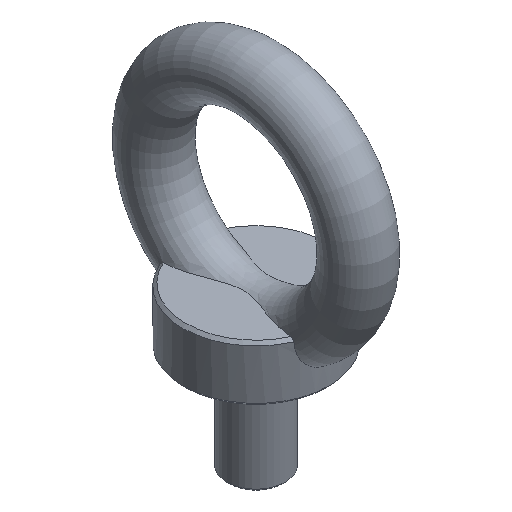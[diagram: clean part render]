
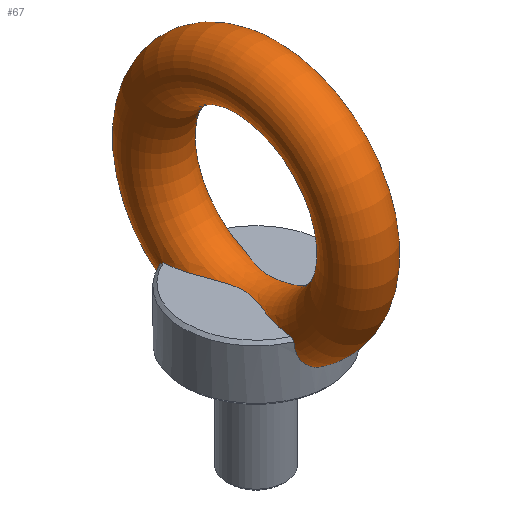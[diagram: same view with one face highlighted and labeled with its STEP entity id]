
A CAD part, isometric view. The second image highlights one B-rep face of the part: STEP entity #67.
In plain terms, the highlighted toroidal (fillet/blend) face has major radius 17.5 mm and minor radius 5 mm.
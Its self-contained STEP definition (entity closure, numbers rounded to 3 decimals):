
#42=TOROIDAL_SURFACE('',#197,17.5,5.);
#56=FACE_OUTER_BOUND('',#103,.T.);
#67=ADVANCED_FACE('',(#56),#42,.T.);
#70=B_SPLINE_CURVE_WITH_KNOTS('',3,(#243,#244,#245,#246,#247,#248,#249,
#250,#251,#252),.UNSPECIFIED.,.F.,.F.,(4,2,2,2,4),(0.,0.25,0.5,0.75,1.),
 .UNSPECIFIED.);
#71=B_SPLINE_CURVE_WITH_KNOTS('',3,(#257,#258,#259,#260,#261,#262,#263,
#264,#265,#266),.UNSPECIFIED.,.F.,.F.,(4,2,2,2,4),(0.,0.25,0.5,0.75,1.),
 .UNSPECIFIED.);
#72=B_SPLINE_CURVE_WITH_KNOTS('',3,(#273,#274,#275,#276,#277,#278,#279,
#280,#281,#282,#283,#284),.UNSPECIFIED.,.F.,.F.,(4,2,2,2,2,4),(0.,0.25,
0.375,0.5,0.75,1.),.UNSPECIFIED.);
#73=B_SPLINE_CURVE_WITH_KNOTS('',3,(#289,#290,#291,#292,#293,#294,#295,
#296,#297,#298,#299,#300),.UNSPECIFIED.,.F.,.F.,(4,2,2,2,2,4),(0.,0.25,
0.375,0.5,0.75,1.),.UNSPECIFIED.);
#74=B_SPLINE_CURVE_WITH_KNOTS('',3,(#302,#303,#304,#305),.UNSPECIFIED.,
 .F.,.F.,(4,4),(0.,1.),.UNSPECIFIED.);
#75=B_SPLINE_CURVE_WITH_KNOTS('',3,(#306,#307,#308,#309),.UNSPECIFIED.,
 .F.,.F.,(4,4),(0.,1.),.UNSPECIFIED.);
#76=B_SPLINE_CURVE_WITH_KNOTS('',3,(#311,#312,#313,#314),.UNSPECIFIED.,
 .F.,.F.,(4,4),(0.,1.),.UNSPECIFIED.);
#77=B_SPLINE_CURVE_WITH_KNOTS('',3,(#315,#316,#317,#318),.UNSPECIFIED.,
 .F.,.F.,(4,4),(0.,1.),.UNSPECIFIED.);
#103=EDGE_LOOP('',(#130,#131,#132,#133,#134,#135,#136,#137));
#130=ORIENTED_EDGE('',*,*,#152,.T.);
#131=ORIENTED_EDGE('',*,*,#163,.T.);
#132=ORIENTED_EDGE('',*,*,#159,.F.);
#133=ORIENTED_EDGE('',*,*,#162,.T.);
#134=ORIENTED_EDGE('',*,*,#154,.T.);
#135=ORIENTED_EDGE('',*,*,#161,.T.);
#136=ORIENTED_EDGE('',*,*,#157,.F.);
#137=ORIENTED_EDGE('',*,*,#160,.T.);
#139=VERTEX_POINT('',#253);
#140=VERTEX_POINT('',#254);
#141=VERTEX_POINT('',#256);
#142=VERTEX_POINT('',#267);
#143=VERTEX_POINT('',#271);
#144=VERTEX_POINT('',#272);
#145=VERTEX_POINT('',#287);
#146=VERTEX_POINT('',#288);
#152=EDGE_CURVE('',#139,#140,#70,.T.);
#154=EDGE_CURVE('',#142,#141,#71,.T.);
#157=EDGE_CURVE('',#144,#143,#72,.T.);
#159=EDGE_CURVE('',#146,#145,#73,.T.);
#160=EDGE_CURVE('',#144,#139,#74,.T.);
#161=EDGE_CURVE('',#141,#143,#75,.T.);
#162=EDGE_CURVE('',#146,#142,#76,.T.);
#163=EDGE_CURVE('',#140,#145,#77,.T.);
#197=AXIS2_PLACEMENT_3D('',#333,#238,#239);
#238=DIRECTION('',(1.,0.,0.));
#239=DIRECTION('',(0.,0.,-1.));
#243=CARTESIAN_POINT('',(4.996,11.458,9.));
#244=CARTESIAN_POINT('',(4.952,11.477,7.635));
#245=CARTESIAN_POINT('',(4.527,11.69,6.273));
#246=CARTESIAN_POINT('',(2.712,12.239,4.334));
#247=CARTESIAN_POINT('',(1.363,12.499,3.793));
#248=CARTESIAN_POINT('',(-1.349,12.501,3.79));
#249=CARTESIAN_POINT('',(-2.703,12.241,4.328));
#250=CARTESIAN_POINT('',(-4.525,11.691,6.267));
#251=CARTESIAN_POINT('',(-4.952,11.477,7.633));
#252=CARTESIAN_POINT('',(-4.996,11.458,9.));
#253=CARTESIAN_POINT('',(4.996,11.458,9.));
#254=CARTESIAN_POINT('',(-4.996,11.458,9.));
#256=CARTESIAN_POINT('',(4.996,-11.458,9.));
#257=CARTESIAN_POINT('',(-4.996,-11.458,9.));
#258=CARTESIAN_POINT('',(-4.952,-11.477,7.635));
#259=CARTESIAN_POINT('',(-4.527,-11.69,6.273));
#260=CARTESIAN_POINT('',(-2.712,-12.239,4.334));
#261=CARTESIAN_POINT('',(-1.363,-12.499,3.793));
#262=CARTESIAN_POINT('',(1.349,-12.501,3.79));
#263=CARTESIAN_POINT('',(2.703,-12.241,4.328));
#264=CARTESIAN_POINT('',(4.525,-11.691,6.267));
#265=CARTESIAN_POINT('',(4.952,-11.477,7.633));
#266=CARTESIAN_POINT('',(4.996,-11.458,9.));
#267=CARTESIAN_POINT('',(-4.996,-11.458,9.));
#271=CARTESIAN_POINT('',(4.973,-10.921,9.5));
#272=CARTESIAN_POINT('',(4.973,10.921,9.5));
#273=CARTESIAN_POINT('',(4.973,10.921,9.5));
#274=CARTESIAN_POINT('',(4.844,9.014,9.5));
#275=CARTESIAN_POINT('',(4.293,7.2,9.5));
#276=CARTESIAN_POINT('',(3.325,4.514,9.5));
#277=CARTESIAN_POINT('',(2.976,3.626,9.5));
#278=CARTESIAN_POINT('',(2.393,1.817,9.5));
#279=CARTESIAN_POINT('',(2.166,0.87,9.5));
#280=CARTESIAN_POINT('',(2.209,-2.021,9.5));
#281=CARTESIAN_POINT('',(3.048,-3.734,9.5));
#282=CARTESIAN_POINT('',(4.314,-7.269,9.5));
#283=CARTESIAN_POINT('',(4.847,-9.057,9.5));
#284=CARTESIAN_POINT('',(4.973,-10.921,9.5));
#287=CARTESIAN_POINT('',(-4.973,10.921,9.5));
#288=CARTESIAN_POINT('',(-4.973,-10.921,9.5));
#289=CARTESIAN_POINT('',(-4.973,-10.921,9.5));
#290=CARTESIAN_POINT('',(-4.846,-9.038,9.5));
#291=CARTESIAN_POINT('',(-4.295,-7.209,9.5));
#292=CARTESIAN_POINT('',(-3.336,-4.541,9.5));
#293=CARTESIAN_POINT('',(-2.989,-3.66,9.5));
#294=CARTESIAN_POINT('',(-2.407,-1.866,9.5));
#295=CARTESIAN_POINT('',(-2.176,-0.927,9.5));
#296=CARTESIAN_POINT('',(-2.186,1.914,9.5));
#297=CARTESIAN_POINT('',(-3.018,3.659,9.5));
#298=CARTESIAN_POINT('',(-4.294,7.205,9.5));
#299=CARTESIAN_POINT('',(-4.846,9.037,9.5));
#300=CARTESIAN_POINT('',(-4.973,10.921,9.5));
#302=CARTESIAN_POINT('',(4.973,10.921,9.5));
#303=CARTESIAN_POINT('',(4.998,11.096,9.33));
#304=CARTESIAN_POINT('',(5.006,11.276,9.163));
#305=CARTESIAN_POINT('',(4.996,11.458,9.));
#306=CARTESIAN_POINT('',(4.996,-11.458,9.));
#307=CARTESIAN_POINT('',(5.006,-11.276,9.163));
#308=CARTESIAN_POINT('',(4.998,-11.096,9.33));
#309=CARTESIAN_POINT('',(4.973,-10.921,9.5));
#311=CARTESIAN_POINT('',(-4.973,-10.921,9.5));
#312=CARTESIAN_POINT('',(-4.998,-11.096,9.33));
#313=CARTESIAN_POINT('',(-5.006,-11.276,9.163));
#314=CARTESIAN_POINT('',(-4.996,-11.458,9.));
#315=CARTESIAN_POINT('',(-4.996,11.458,9.));
#316=CARTESIAN_POINT('',(-5.006,11.276,9.163));
#317=CARTESIAN_POINT('',(-4.998,11.096,9.33));
#318=CARTESIAN_POINT('',(-4.973,10.921,9.5));
#333=CARTESIAN_POINT('',(0.,0.,22.5));
